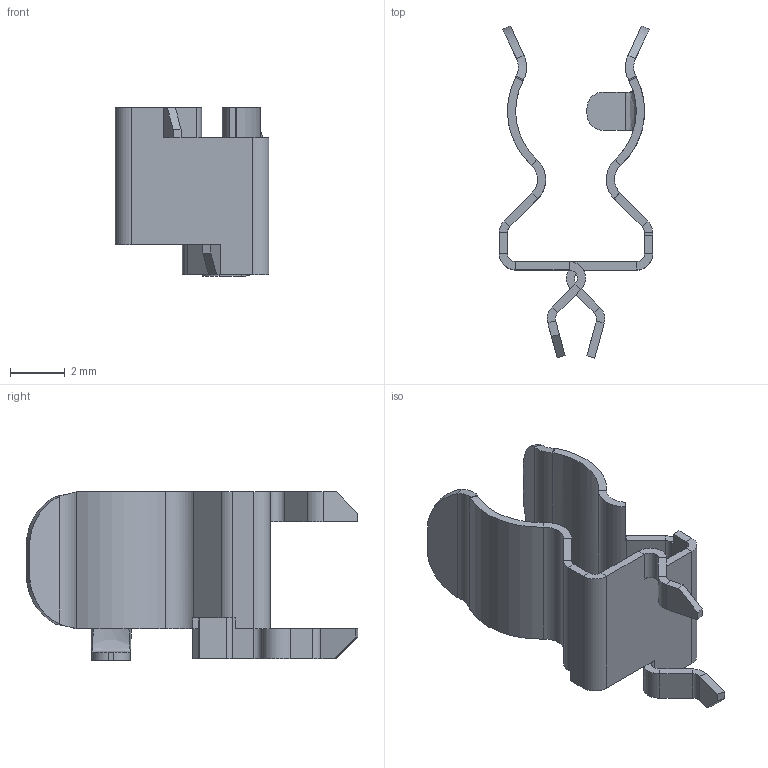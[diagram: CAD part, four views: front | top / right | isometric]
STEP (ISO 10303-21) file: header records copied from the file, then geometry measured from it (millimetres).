
FILE_DESCRIPTION(/* description */ (''),/* implementation_level */ '2;1');
FILE_NAME(/* name */ 'Schurter 0751.0110 v1.step',/* time_stamp */ '2026-02-15T11:44:32+01:00',/* author */ (''),/* organization */ (''),/* preprocessor_version */ 'ST-DEVELOPER v20.1',/* originating_system */ 'Autodesk Translation Framework v14.10.0.0',/* authorisation */ '');
FILE_SCHEMA (('AUTOMOTIVE_DESIGN { 1 0 10303 214 3 1 1 }'));
Length unit declared in the file: millimetre
Products named in the file (1): Schurter 0751.0110
Bounding box: 5.6 x 12.1 x 6.15 mm (x, y, z)
Volume: 38.4 mm3; surface area: 280.1 mm2
Topology: 1 solids, 1 shells, 134 faces, 292 edges, 160 vertices
Faces by surface type: plane 88, cylinder 34, bspline 12
Entity records: 3976 total; most frequent: CARTESIAN_POINT 927, DIRECTION 604, ORIENTED_EDGE 584, EDGE_CURVE 292, LINE 202, VECTOR 202, AXIS2_PLACEMENT_3D 201, VERTEX_POINT 160
